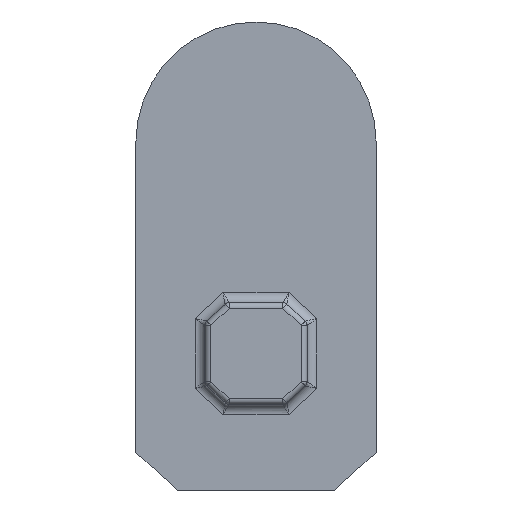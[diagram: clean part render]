
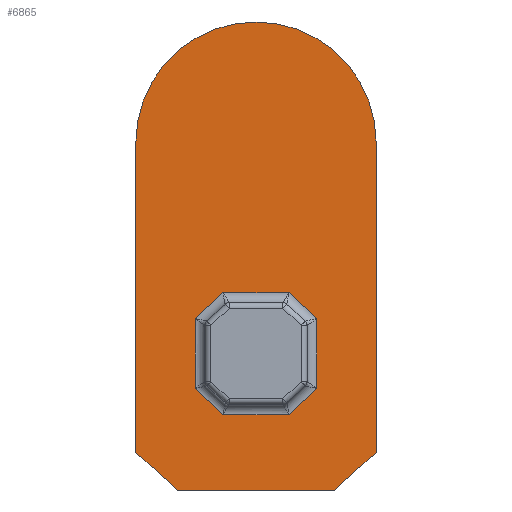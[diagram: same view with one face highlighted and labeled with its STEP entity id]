
A CAD part, front view. The second image highlights one B-rep face of the part: STEP entity #6865.
In plain terms, the highlighted planar face has unit normal (0, -1, 0).
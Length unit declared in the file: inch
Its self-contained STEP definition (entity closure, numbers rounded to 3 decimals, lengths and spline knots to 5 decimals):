
#23 = DIRECTION ( 'NONE',  ( 0.731, 0., 0.682 ) ) ;
#29 = VERTEX_POINT ( 'NONE', #1285 ) ;
#140 = ORIENTED_EDGE ( 'NONE', *, *, #6899, .T. ) ;
#278 = LINE ( 'NONE', #6341, #4526 ) ;
#368 = CARTESIAN_POINT ( 'NONE',  ( -0.824, 0., 0. ) ) ;
#387 = EDGE_CURVE ( 'NONE', #425, #3897, #6846, .T. ) ;
#425 = VERTEX_POINT ( 'NONE', #590 ) ;
#590 = CARTESIAN_POINT ( 'NONE',  ( -0.4185, 0., -1.69027 ) ) ;
#653 = CARTESIAN_POINT ( 'NONE',  ( 0.227, 0., -1.869 ) ) ;
#716 = LINE ( 'NONE', #3085, #1070 ) ;
#788 = ORIENTED_EDGE ( 'NONE', *, *, #6967, .T. ) ;
#822 = DIRECTION ( 'NONE',  ( -0.74, 0., -0.672 ) ) ;
#1010 = EDGE_CURVE ( 'NONE', #7188, #425, #1710, .T. ) ;
#1070 = VECTOR ( 'NONE', #6969, 39.37008 ) ;
#1096 = CARTESIAN_POINT ( 'NONE',  ( 0.824, 0., -2.129 ) ) ;
#1109 = ORIENTED_EDGE ( 'NONE', *, *, #3272, .F. ) ;
#1279 = EDGE_CURVE ( 'NONE', #3897, #3383, #2563, .T. ) ;
#1285 = CARTESIAN_POINT ( 'NONE',  ( -0.824, 0., -2.129 ) ) ;
#1325 = LINE ( 'NONE', #4839, #3761 ) ;
#1328 = LINE ( 'NONE', #1829, #1677 ) ;
#1362 = DIRECTION ( 'NONE',  ( -1., 0., 0. ) ) ;
#1396 = CARTESIAN_POINT ( 'NONE',  ( -0.39674, 0., -1.71058 ) ) ;
#1479 = VERTEX_POINT ( 'NONE', #4063 ) ;
#1493 = DIRECTION ( 'NONE',  ( -0.731, 0., 0.682 ) ) ;
#1498 = LINE ( 'NONE', #6874, #4099 ) ;
#1550 = VERTEX_POINT ( 'NONE', #5805 ) ;
#1677 = VECTOR ( 'NONE', #5156, 39.37008 ) ;
#1709 = EDGE_LOOP ( 'NONE', ( #6326, #1109, #2660, #4423, #5374, #3618 ) ) ;
#1710 = LINE ( 'NONE', #1396, #3359 ) ;
#1715 = AXIS2_PLACEMENT_3D ( 'NONE', #2876, #6749, #3418 ) ;
#1718 = CARTESIAN_POINT ( 'NONE',  ( 0., 0., 0. ) ) ;
#1829 = CARTESIAN_POINT ( 'NONE',  ( 0.824, 0., 0. ) ) ;
#1838 = LINE ( 'NONE', #7020, #3314 ) ;
#1941 = CARTESIAN_POINT ( 'NONE',  ( 0.227, 0., -1.032 ) ) ;
#1963 = DIRECTION ( 'NONE',  ( 0., 0., 1. ) ) ;
#2021 = LINE ( 'NONE', #6361, #4797 ) ;
#2024 = CARTESIAN_POINT ( 'NONE',  ( -0.227, 0., -1.869 ) ) ;
#2327 = CARTESIAN_POINT ( 'NONE',  ( 0.4185, 0., -1.69027 ) ) ;
#2366 = VECTOR ( 'NONE', #5266, 39.37008 ) ;
#2434 = DIRECTION ( 'NONE',  ( -0.74, 0., 0.672 ) ) ;
#2493 = CARTESIAN_POINT ( 'NONE',  ( 0.54, 0., -2.387 ) ) ;
#2563 = LINE ( 'NONE', #5334, #5332 ) ;
#2660 = ORIENTED_EDGE ( 'NONE', *, *, #3971, .F. ) ;
#2701 = VERTEX_POINT ( 'NONE', #5237 ) ;
#2732 = LINE ( 'NONE', #2782, #6976 ) ;
#2782 = CARTESIAN_POINT ( 'NONE',  ( -0.824, 0., 0. ) ) ;
#2871 = ORIENTED_EDGE ( 'NONE', *, *, #1010, .T. ) ;
#2876 = CARTESIAN_POINT ( 'NONE',  ( 0., 0., 0. ) ) ;
#3085 = CARTESIAN_POINT ( 'NONE',  ( 0.39674, 0., -1.19042 ) ) ;
#3272 = EDGE_CURVE ( 'NONE', #1550, #6613, #1328, .T. ) ;
#3314 = VECTOR ( 'NONE', #3695, 39.37008 ) ;
#3359 = VECTOR ( 'NONE', #1493, 39.37008 ) ;
#3371 = CARTESIAN_POINT ( 'NONE',  ( 0.54, 0., -2.387 ) ) ;
#3383 = VERTEX_POINT ( 'NONE', #5203 ) ;
#3418 = DIRECTION ( 'NONE',  ( 0., 0., 1. ) ) ;
#3551 = ORIENTED_EDGE ( 'NONE', *, *, #1279, .T. ) ;
#3577 = DIRECTION ( 'NONE',  ( 1., 0., 0. ) ) ;
#3618 = ORIENTED_EDGE ( 'NONE', *, *, #6810, .F. ) ;
#3675 = FACE_OUTER_BOUND ( 'NONE', #1709, .T. ) ;
#3677 = CIRCLE ( 'NONE', #1715, 0.824 ) ;
#3695 = DIRECTION ( 'NONE',  ( 0., 0., -1. ) ) ;
#3761 = VECTOR ( 'NONE', #4304, 39.37008 ) ;
#3885 = VERTEX_POINT ( 'NONE', #3371 ) ;
#3897 = VERTEX_POINT ( 'NONE', #4486 ) ;
#3965 = EDGE_LOOP ( 'NONE', ( #140, #5746, #5285, #4854, #2871, #4422, #3551, #788 ) ) ;
#3971 = EDGE_CURVE ( 'NONE', #7217, #1550, #3677, .T. ) ;
#4063 = CARTESIAN_POINT ( 'NONE',  ( 0.4185, 0., -1.21073 ) ) ;
#4073 = VERTEX_POINT ( 'NONE', #2327 ) ;
#4099 = VECTOR ( 'NONE', #2434, 39.37008 ) ;
#4287 = EDGE_CURVE ( 'NONE', #2701, #29, #1498, .T. ) ;
#4304 = DIRECTION ( 'NONE',  ( -0.731, 0., -0.682 ) ) ;
#4422 = ORIENTED_EDGE ( 'NONE', *, *, #387, .T. ) ;
#4423 = ORIENTED_EDGE ( 'NONE', *, *, #6623, .F. ) ;
#4486 = CARTESIAN_POINT ( 'NONE',  ( -0.4185, 0., -1.21073 ) ) ;
#4526 = VECTOR ( 'NONE', #1362, 39.37008 ) ;
#4685 = EDGE_CURVE ( 'NONE', #6433, #7188, #278, .T. ) ;
#4699 = CARTESIAN_POINT ( 'NONE',  ( -0.54, 0., -2.387 ) ) ;
#4797 = VECTOR ( 'NONE', #3577, 39.37008 ) ;
#4800 = LINE ( 'NONE', #2493, #6104 ) ;
#4839 = CARTESIAN_POINT ( 'NONE',  ( 0.24674, 0., -1.85058 ) ) ;
#4854 = ORIENTED_EDGE ( 'NONE', *, *, #4685, .T. ) ;
#5156 = DIRECTION ( 'NONE',  ( 0., 0., -1. ) ) ;
#5203 = CARTESIAN_POINT ( 'NONE',  ( -0.227, 0., -1.032 ) ) ;
#5237 = CARTESIAN_POINT ( 'NONE',  ( -0.54, 0., -2.387 ) ) ;
#5266 = DIRECTION ( 'NONE',  ( -1., 0., 0. ) ) ;
#5285 = ORIENTED_EDGE ( 'NONE', *, *, #5814, .T. ) ;
#5289 = DIRECTION ( 'NONE',  ( 0., 1., 0. ) ) ;
#5318 = LINE ( 'NONE', #4699, #2366 ) ;
#5332 = VECTOR ( 'NONE', #23, 39.37008 ) ;
#5334 = CARTESIAN_POINT ( 'NONE',  ( -0.24674, 0., -1.05042 ) ) ;
#5374 = ORIENTED_EDGE ( 'NONE', *, *, #4287, .F. ) ;
#5442 = EDGE_CURVE ( 'NONE', #6613, #3885, #4800, .T. ) ;
#5565 = DIRECTION ( 'NONE',  ( 0., 0., 1. ) ) ;
#5746 = ORIENTED_EDGE ( 'NONE', *, *, #6526, .T. ) ;
#5805 = CARTESIAN_POINT ( 'NONE',  ( 0.824, 0., 0. ) ) ;
#5814 = EDGE_CURVE ( 'NONE', #4073, #6433, #1325, .T. ) ;
#6104 = VECTOR ( 'NONE', #822, 39.37008 ) ;
#6326 = ORIENTED_EDGE ( 'NONE', *, *, #5442, .F. ) ;
#6341 = CARTESIAN_POINT ( 'NONE',  ( -0.2, 0., -1.869 ) ) ;
#6351 = CARTESIAN_POINT ( 'NONE',  ( -0.4185, 0., -1.2405 ) ) ;
#6361 = CARTESIAN_POINT ( 'NONE',  ( 0.2, 0., -1.032 ) ) ;
#6376 = DIRECTION ( 'NONE',  ( 0., 0., 1. ) ) ;
#6379 = PLANE ( 'NONE',  #6841 ) ;
#6433 = VERTEX_POINT ( 'NONE', #653 ) ;
#6526 = EDGE_CURVE ( 'NONE', #1479, #4073, #1838, .T. ) ;
#6613 = VERTEX_POINT ( 'NONE', #1096 ) ;
#6623 = EDGE_CURVE ( 'NONE', #29, #7217, #2732, .T. ) ;
#6627 = FACE_BOUND ( 'NONE', #3965, .T. ) ;
#6749 = DIRECTION ( 'NONE',  ( 0., 1., 0. ) ) ;
#6810 = EDGE_CURVE ( 'NONE', #3885, #2701, #5318, .T. ) ;
#6841 = AXIS2_PLACEMENT_3D ( 'NONE', #1718, #5289, #1963 ) ;
#6846 = LINE ( 'NONE', #6351, #7026 ) ;
#6865 = ADVANCED_FACE ( 'NONE', ( #6627, #3675 ), #6379, .F. ) ;
#6874 = CARTESIAN_POINT ( 'NONE',  ( -0.824, 0., -2.129 ) ) ;
#6899 = EDGE_CURVE ( 'NONE', #6910, #1479, #716, .T. ) ;
#6910 = VERTEX_POINT ( 'NONE', #1941 ) ;
#6967 = EDGE_CURVE ( 'NONE', #3383, #6910, #2021, .T. ) ;
#6969 = DIRECTION ( 'NONE',  ( 0.731, 0., -0.682 ) ) ;
#6976 = VECTOR ( 'NONE', #5565, 39.37008 ) ;
#7020 = CARTESIAN_POINT ( 'NONE',  ( 0.4185, 0., -1.6605 ) ) ;
#7026 = VECTOR ( 'NONE', #6376, 39.37008 ) ;
#7188 = VERTEX_POINT ( 'NONE', #2024 ) ;
#7217 = VERTEX_POINT ( 'NONE', #368 ) ;
